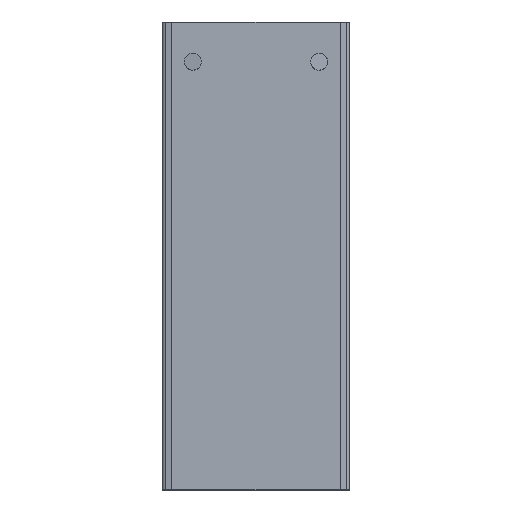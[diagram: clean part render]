
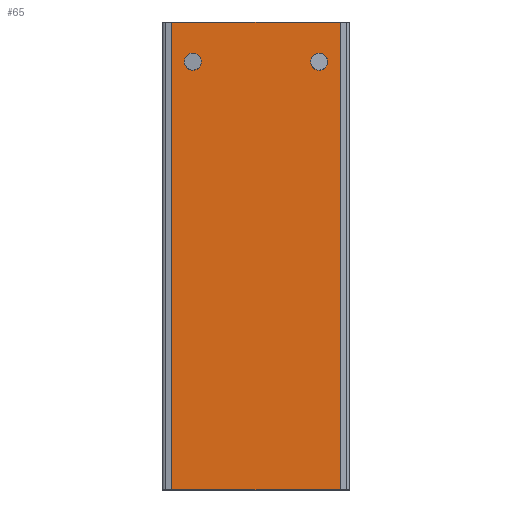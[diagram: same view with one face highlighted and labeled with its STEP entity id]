
A CAD part, top view. The second image highlights one B-rep face of the part: STEP entity #65.
In plain terms, the highlighted planar face has unit normal (0, 0, 1).
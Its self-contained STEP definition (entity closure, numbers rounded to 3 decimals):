
#65=ADVANCED_FACE('',(#191,#192,#193),#89,.F.);
#89=PLANE('',#489);
#103=LINE('',#670,#147);
#104=LINE('',#673,#148);
#105=LINE('',#675,#149);
#106=LINE('',#677,#150);
#147=VECTOR('',#537,1.);
#148=VECTOR('',#538,1.);
#149=VECTOR('',#539,1.);
#150=VECTOR('',#540,1.);
#191=FACE_BOUND('',#202,.T.);
#192=FACE_BOUND('',#203,.T.);
#193=FACE_BOUND('',#204,.T.);
#202=EDGE_LOOP('',(#232));
#203=EDGE_LOOP('',(#233));
#204=EDGE_LOOP('',(#234,#235,#236,#237));
#232=ORIENTED_EDGE('',*,*,#404,.T.);
#233=ORIENTED_EDGE('',*,*,#405,.T.);
#234=ORIENTED_EDGE('',*,*,#406,.T.);
#235=ORIENTED_EDGE('',*,*,#407,.F.);
#236=ORIENTED_EDGE('',*,*,#408,.F.);
#237=ORIENTED_EDGE('',*,*,#409,.F.);
#360=VERTEX_POINT('',#667);
#361=VERTEX_POINT('',#669);
#362=VERTEX_POINT('',#671);
#363=VERTEX_POINT('',#672);
#364=VERTEX_POINT('',#674);
#365=VERTEX_POINT('',#676);
#404=EDGE_CURVE('',#360,#360,#468,.T.);
#405=EDGE_CURVE('',#361,#361,#469,.T.);
#406=EDGE_CURVE('',#362,#363,#103,.T.);
#407=EDGE_CURVE('',#364,#363,#104,.T.);
#408=EDGE_CURVE('',#365,#364,#105,.T.);
#409=EDGE_CURVE('',#362,#365,#106,.T.);
#468=CIRCLE('',#487,2.75);
#469=CIRCLE('',#488,2.75);
#487=AXIS2_PLACEMENT_3D('',#666,#533,#534);
#488=AXIS2_PLACEMENT_3D('',#668,#535,#536);
#489=AXIS2_PLACEMENT_3D('',#678,#541,#542);
#533=DIRECTION('',(0.,0.,-1.));
#534=DIRECTION('',(-1.,0.,0.));
#535=DIRECTION('',(0.,0.,-1.));
#536=DIRECTION('',(-1.,0.,0.));
#537=DIRECTION('',(-1.,0.,0.));
#538=DIRECTION('',(0.,1.,0.));
#539=DIRECTION('',(-1.,0.,0.));
#540=DIRECTION('',(0.,-1.,0.));
#541=DIRECTION('',(0.,0.,-1.));
#542=DIRECTION('',(-1.,0.,0.));
#666=CARTESIAN_POINT('',(20.25,-12.7,50.));
#667=CARTESIAN_POINT('',(17.5,-12.7,50.));
#668=CARTESIAN_POINT('',(-20.25,-12.7,50.));
#669=CARTESIAN_POINT('',(-23.,-12.7,50.));
#670=CARTESIAN_POINT('',(0.,0.,50.));
#671=CARTESIAN_POINT('',(27.,0.,50.));
#672=CARTESIAN_POINT('',(-27.,0.,50.));
#673=CARTESIAN_POINT('',(-27.,-150.,50.));
#674=CARTESIAN_POINT('',(-27.,-150.,50.));
#675=CARTESIAN_POINT('',(0.,-150.,50.));
#676=CARTESIAN_POINT('',(27.,-150.,50.));
#677=CARTESIAN_POINT('',(27.,-150.,50.));
#678=CARTESIAN_POINT('',(0.,-150.,50.));
